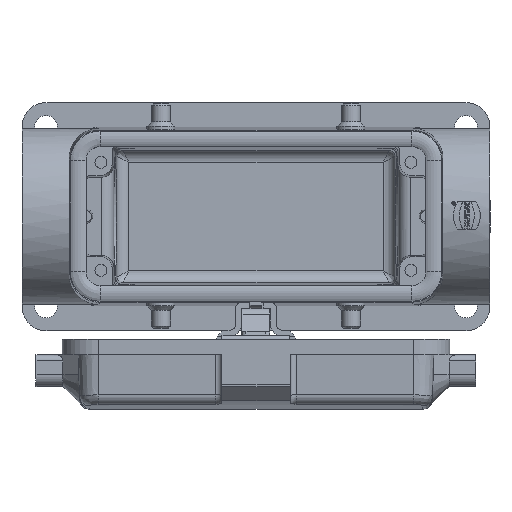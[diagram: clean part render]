
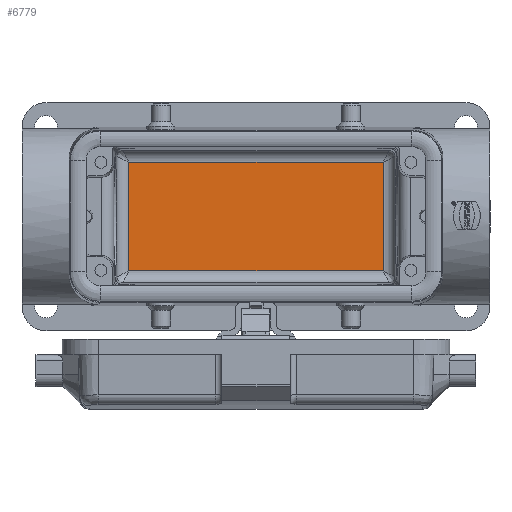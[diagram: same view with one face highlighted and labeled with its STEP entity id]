
A CAD part, top view. The second image highlights one B-rep face of the part: STEP entity #6779.
In plain terms, the highlighted planar face has unit normal (0, 0, 1).
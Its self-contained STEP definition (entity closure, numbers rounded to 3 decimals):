
#5095=LINE('',#22946,#5983);
#5096=LINE('',#22949,#5984);
#5097=LINE('',#22951,#5985);
#5098=LINE('',#22953,#5986);
#5983=VECTOR('',#17578,1.);
#5984=VECTOR('',#17579,1.);
#5985=VECTOR('',#17580,1.);
#5986=VECTOR('',#17581,1.);
#6779=ADVANCED_FACE('',(#7721),#7372,.F.);
#7372=PLANE('',#16207);
#7721=FACE_OUTER_BOUND('',#8327,.T.);
#8327=EDGE_LOOP('',(#9553,#9554,#9555,#9556));
#9553=ORIENTED_EDGE('',*,*,#13853,.T.);
#9554=ORIENTED_EDGE('',*,*,#13854,.T.);
#9555=ORIENTED_EDGE('',*,*,#13855,.T.);
#9556=ORIENTED_EDGE('',*,*,#13856,.T.);
#12650=VERTEX_POINT('',#22947);
#12651=VERTEX_POINT('',#22948);
#12652=VERTEX_POINT('',#22950);
#12653=VERTEX_POINT('',#22952);
#13853=EDGE_CURVE('',#12650,#12651,#5095,.T.);
#13854=EDGE_CURVE('',#12651,#12652,#5096,.T.);
#13855=EDGE_CURVE('',#12652,#12653,#5097,.T.);
#13856=EDGE_CURVE('',#12653,#12650,#5098,.T.);
#16207=AXIS2_PLACEMENT_3D('',#22954,#17582,#17583);
#17578=DIRECTION('',(1.,0.,0.));
#17579=DIRECTION('',(0.,1.,0.));
#17580=DIRECTION('',(-1.,0.,0.));
#17581=DIRECTION('',(0.,-1.,0.));
#17582=DIRECTION('',(0.,0.,-1.));
#17583=DIRECTION('',(-1.,0.,0.));
#22946=CARTESIAN_POINT('',(34.75,-13.567,-65.25));
#22947=CARTESIAN_POINT('',(-31.804,-13.567,-65.25));
#22948=CARTESIAN_POINT('',(31.804,-13.567,-65.25));
#22949=CARTESIAN_POINT('',(31.804,15.,-65.25));
#22950=CARTESIAN_POINT('',(31.804,13.567,-65.25));
#22951=CARTESIAN_POINT('',(34.75,13.567,-65.25));
#22952=CARTESIAN_POINT('',(-31.804,13.567,-65.25));
#22953=CARTESIAN_POINT('',(-31.804,-15.,-65.25));
#22954=CARTESIAN_POINT('',(34.75,-17.75,-65.25));
